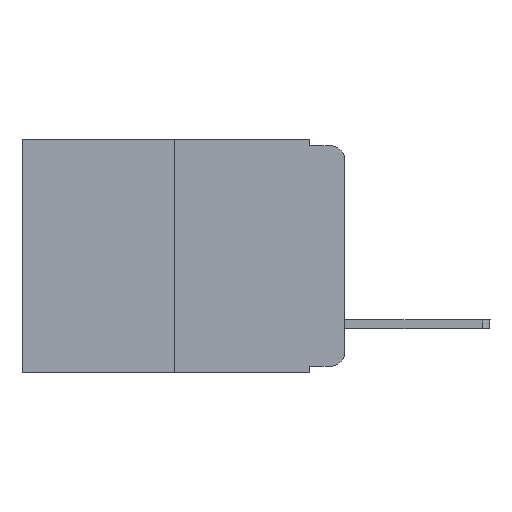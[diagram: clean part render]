
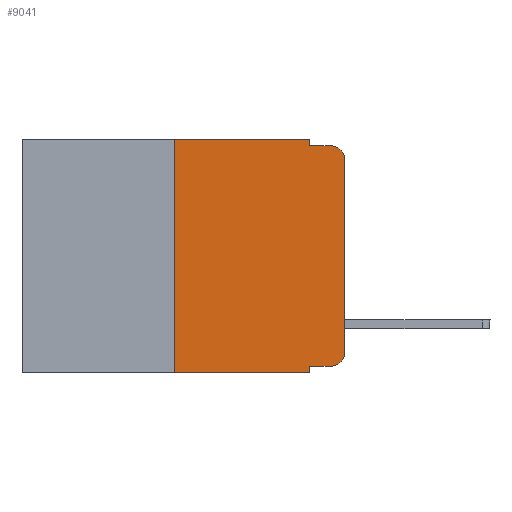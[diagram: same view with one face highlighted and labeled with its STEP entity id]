
A CAD part, left-side view. The second image highlights one B-rep face of the part: STEP entity #9041.
In plain terms, the highlighted planar face has unit normal (-1, 0, 0).
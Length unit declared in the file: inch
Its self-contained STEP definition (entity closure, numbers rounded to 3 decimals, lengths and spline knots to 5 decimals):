
#312 = VECTOR ( 'NONE', #15916, 39.37008 ) ;
#485 = DIRECTION ( 'NONE',  ( 0., 0., -1. ) ) ;
#709 = EDGE_CURVE ( 'NONE', #14982, #8421, #15914, .T. ) ;
#1684 = ORIENTED_EDGE ( 'NONE', *, *, #9550, .T. ) ;
#1691 = DIRECTION ( 'NONE',  ( 0., 0., 1. ) ) ;
#1703 = AXIS2_PLACEMENT_3D ( 'NONE', #22003, #5909, #485 ) ;
#2202 = DIRECTION ( 'NONE',  ( 0., 0., -1. ) ) ;
#2391 = EDGE_CURVE ( 'NONE', #11520, #4757, #17740, .T. ) ;
#2629 = VERTEX_POINT ( 'NONE', #22796 ) ;
#2671 = DIRECTION ( 'NONE',  ( 0., 0., -1. ) ) ;
#2957 = CARTESIAN_POINT ( 'NONE',  ( 0., 0.02, -0.01 ) ) ;
#3047 = CIRCLE ( 'NONE', #4214, 0.02 ) ;
#3834 = CARTESIAN_POINT ( 'NONE',  ( 0., 0.25, -0.343 ) ) ;
#4214 = AXIS2_PLACEMENT_3D ( 'NONE', #5599, #18321, #11254 ) ;
#4318 = CARTESIAN_POINT ( 'NONE',  ( 0., 0., -0.313 ) ) ;
#4392 = CARTESIAN_POINT ( 'NONE',  ( 0., 0.051, 0. ) ) ;
#4685 = EDGE_LOOP ( 'NONE', ( #11406, #14205, #15484, #6248, #19099, #22437, #1684, #9570, #23091, #5769 ) ) ;
#4757 = VERTEX_POINT ( 'NONE', #2957 ) ;
#5006 = CARTESIAN_POINT ( 'NONE',  ( 0., 0.25, 0. ) ) ;
#5049 = CARTESIAN_POINT ( 'NONE',  ( 0., 0.051, 0. ) ) ;
#5460 = DIRECTION ( 'NONE',  ( 0., -1., 0. ) ) ;
#5557 = VECTOR ( 'NONE', #19756, 39.37008 ) ;
#5599 = CARTESIAN_POINT ( 'NONE',  ( 0., 0.02, -0.313 ) ) ;
#5769 = ORIENTED_EDGE ( 'NONE', *, *, #6948, .T. ) ;
#5909 = DIRECTION ( 'NONE',  ( -1., 0., 0. ) ) ;
#5951 = LINE ( 'NONE', #5049, #312 ) ;
#6248 = ORIENTED_EDGE ( 'NONE', *, *, #19538, .F. ) ;
#6572 = DIRECTION ( 'NONE',  ( 0., -1., 0. ) ) ;
#6948 = EDGE_CURVE ( 'NONE', #8421, #17545, #3047, .T. ) ;
#6969 = CARTESIAN_POINT ( 'NONE',  ( 0., 0.051, -0.01 ) ) ;
#7065 = CARTESIAN_POINT ( 'NONE',  ( 0., 0., 0. ) ) ;
#7541 = CARTESIAN_POINT ( 'NONE',  ( 0., 0.473, 0. ) ) ;
#7623 = DIRECTION ( 'NONE',  ( 0., -1., 0. ) ) ;
#7941 = VERTEX_POINT ( 'NONE', #3834 ) ;
#8338 = VERTEX_POINT ( 'NONE', #5006 ) ;
#8421 = VERTEX_POINT ( 'NONE', #17942 ) ;
#8991 = EDGE_CURVE ( 'NONE', #8338, #18423, #15594, .T. ) ;
#9041 = ADVANCED_FACE ( 'NONE', ( #13638 ), #18212, .F. ) ;
#9302 = LINE ( 'NONE', #7065, #20463 ) ;
#9550 = EDGE_CURVE ( 'NONE', #7941, #2629, #16095, .T. ) ;
#9570 = ORIENTED_EDGE ( 'NONE', *, *, #11542, .F. ) ;
#10405 = LINE ( 'NONE', #4392, #11546 ) ;
#10821 = VECTOR ( 'NONE', #7623, 39.37008 ) ;
#10896 = CARTESIAN_POINT ( 'NONE',  ( 0., 0.473, 0. ) ) ;
#11254 = DIRECTION ( 'NONE',  ( 0., 0., -1. ) ) ;
#11378 = EDGE_CURVE ( 'NONE', #17545, #11520, #9302, .T. ) ;
#11406 = ORIENTED_EDGE ( 'NONE', *, *, #11378, .T. ) ;
#11520 = VERTEX_POINT ( 'NONE', #18222 ) ;
#11542 = EDGE_CURVE ( 'NONE', #14982, #2629, #10405, .T. ) ;
#11546 = VECTOR ( 'NONE', #2671, 39.37008 ) ;
#12599 = CARTESIAN_POINT ( 'NONE',  ( 0., 0.473, -0.343 ) ) ;
#12663 = AXIS2_PLACEMENT_3D ( 'NONE', #10896, #21659, #2202 ) ;
#13350 = CARTESIAN_POINT ( 'NONE',  ( 0., 0.051, -0.333 ) ) ;
#13617 = VECTOR ( 'NONE', #5460, 39.37008 ) ;
#13638 = FACE_OUTER_BOUND ( 'NONE', #4685, .T. ) ;
#13641 = EDGE_CURVE ( 'NONE', #7941, #8338, #15643, .T. ) ;
#13668 = EDGE_CURVE ( 'NONE', #16971, #4757, #16199, .T. ) ;
#14205 = ORIENTED_EDGE ( 'NONE', *, *, #2391, .T. ) ;
#14982 = VERTEX_POINT ( 'NONE', #13350 ) ;
#15484 = ORIENTED_EDGE ( 'NONE', *, *, #13668, .F. ) ;
#15594 = LINE ( 'NONE', #7541, #10821 ) ;
#15643 = LINE ( 'NONE', #21314, #19789 ) ;
#15914 = LINE ( 'NONE', #19220, #20921 ) ;
#15916 = DIRECTION ( 'NONE',  ( 0., 0., -1. ) ) ;
#16095 = LINE ( 'NONE', #12599, #13617 ) ;
#16199 = LINE ( 'NONE', #6969, #5557 ) ;
#16971 = VERTEX_POINT ( 'NONE', #20592 ) ;
#17545 = VERTEX_POINT ( 'NONE', #4318 ) ;
#17740 = CIRCLE ( 'NONE', #1703, 0.02 ) ;
#17942 = CARTESIAN_POINT ( 'NONE',  ( 0., 0.02, -0.333 ) ) ;
#18212 = PLANE ( 'NONE',  #12663 ) ;
#18222 = CARTESIAN_POINT ( 'NONE',  ( 0., 0., -0.03 ) ) ;
#18321 = DIRECTION ( 'NONE',  ( -1., 0., 0. ) ) ;
#18423 = VERTEX_POINT ( 'NONE', #19806 ) ;
#19099 = ORIENTED_EDGE ( 'NONE', *, *, #8991, .F. ) ;
#19220 = CARTESIAN_POINT ( 'NONE',  ( 0., 0.051, -0.333 ) ) ;
#19538 = EDGE_CURVE ( 'NONE', #18423, #16971, #5951, .T. ) ;
#19756 = DIRECTION ( 'NONE',  ( 0., -1., 0. ) ) ;
#19789 = VECTOR ( 'NONE', #1691, 39.37008 ) ;
#19806 = CARTESIAN_POINT ( 'NONE',  ( 0., 0.051, 0. ) ) ;
#20463 = VECTOR ( 'NONE', #21590, 39.37008 ) ;
#20592 = CARTESIAN_POINT ( 'NONE',  ( 0., 0.051, -0.01 ) ) ;
#20921 = VECTOR ( 'NONE', #6572, 39.37008 ) ;
#21314 = CARTESIAN_POINT ( 'NONE',  ( 0., 0.25, 0. ) ) ;
#21590 = DIRECTION ( 'NONE',  ( 0., 0., 1. ) ) ;
#21659 = DIRECTION ( 'NONE',  ( 1., 0., 0. ) ) ;
#22003 = CARTESIAN_POINT ( 'NONE',  ( 0., 0.02, -0.03 ) ) ;
#22437 = ORIENTED_EDGE ( 'NONE', *, *, #13641, .F. ) ;
#22796 = CARTESIAN_POINT ( 'NONE',  ( 0., 0.051, -0.343 ) ) ;
#23091 = ORIENTED_EDGE ( 'NONE', *, *, #709, .T. ) ;
